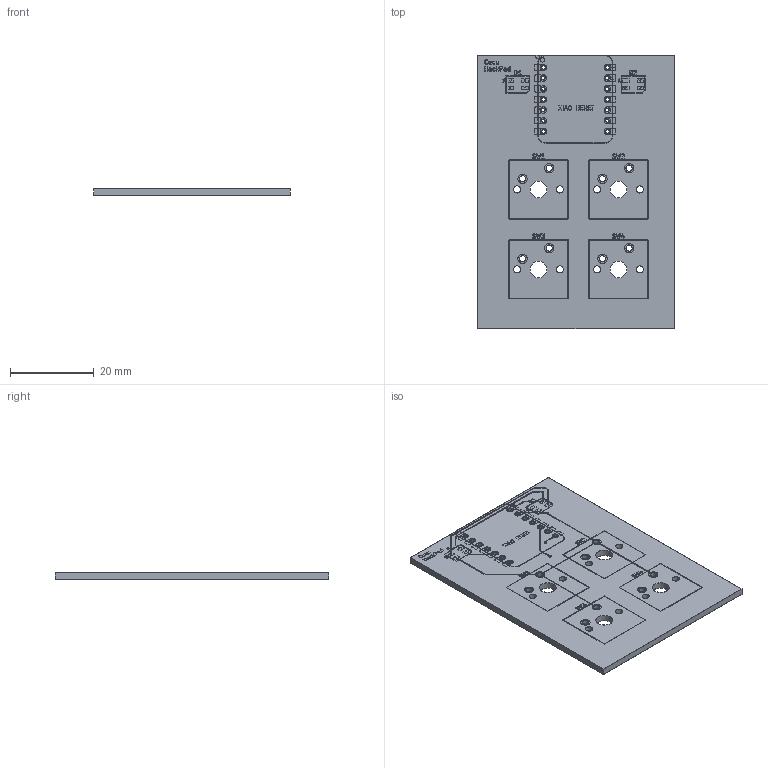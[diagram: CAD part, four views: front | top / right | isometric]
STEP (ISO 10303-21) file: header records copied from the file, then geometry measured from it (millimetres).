
FILE_DESCRIPTION(('KiCad electronic assembly'),'2;1');
FILE_NAME('pcbmodel.step','2025-12-22T21:19:57',('Pcbnew'),('Kicad'), 'Open CASCADE STEP processor 7.9','KiCad to STEP converter','Unknown' );
FILE_SCHEMA(('AUTOMOTIVE_DESIGN { 1 0 10303 214 1 1 1 1 }'));
Length unit declared in the file: millimetre
Products named in the file (8): pcbmodel 1; schedule_copper; schedule_pad; schedule_via; schedule_silkscreen; schedule_soldermask; schedule_PCB
Assembly tree (7 placements, depth 2):
  pcbmodel 1
    schedule_copper
    schedule_pad
    schedule_via
    schedule_silkscreen
    schedule_soldermask
    schedule_soldermask
    schedule_PCB
Bounding box: 46.8 x 65.1 x 1.64 mm (x, y, z)
Volume: 4472.8 mm3; surface area: 13034.2 mm2
Topology: 105 solids, 155 shells, 819 faces, 2761 edges, 2202 vertices
Faces by surface type: plane 539, cylinder 280
Full cylindrical faces by diameter (mm): 0.25 x2, 0.275 x4, 0.3 x4, 0.839 x42, 0.889 x28, 1.45 x24, 1.5 x16, 1.524 x28, 1.7 x8, 2.2 x16, 4 x4
Entity records: 32351 total; most frequent: CARTESIAN_POINT 5790, DIRECTION 5302, ORIENTED_EDGE 4438, EDGE_CURVE 2761, VERTEX_POINT 2202, LINE 1874, VECTOR 1874, AXIS2_PLACEMENT_3D 1714
